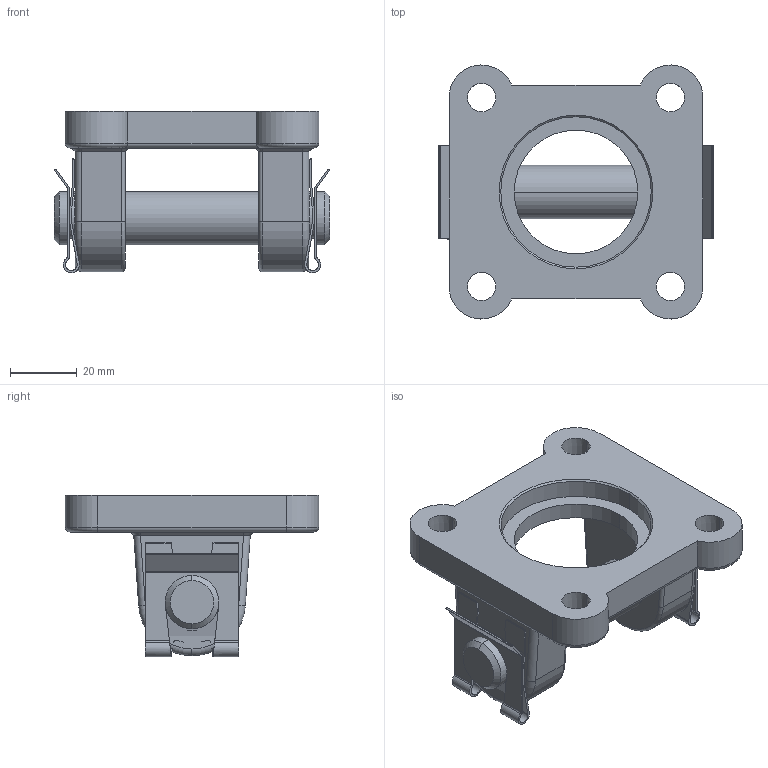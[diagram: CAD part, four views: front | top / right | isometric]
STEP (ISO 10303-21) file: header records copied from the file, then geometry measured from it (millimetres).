
FILE_DESCRIPTION (( 'STEP AP214' ), '1' );
FILE_NAME ('63 EB-SF.STEP', '2010-08-09T12:53:03', ( '' ), ( '' ), 'SwSTEP 2.0', 'SolidWorks 2010', '' );
FILE_SCHEMA (( 'AUTOMOTIVE_DESIGN' ));
Length unit declared in the file: millimetre
Products named in the file (4): 63  SWIVEL  FLANGE; 63  EB  P軲輄Varsay齦an; 63  KLÝPS; 63 EB-SF
Assembly tree (4 placements, depth 2):
  63 EB-SF
    63  EB  P軲輄Varsay齦an
    63  SWIVEL  FLANGE
    63  KLÝPS  x2
Bounding box: 82.5 x 75.99 x 48.3 mm (x, y, z)
Volume: 83964.2 mm3; surface area: 29935.3 mm2
Topology: 4 solids, 4 shells, 234 faces, 627 edges, 404 vertices
Faces by surface type: plane 107, cylinder 91, cone 18, torus 10, bspline 8
Entity records: 5449 total; most frequent: CARTESIAN_POINT 1250, ORIENTED_EDGE 858, DIRECTION 839, EDGE_CURVE 429, AXIS2_PLACEMENT_3D 305, VERTEX_POINT 272, LINE 229, VECTOR 229
